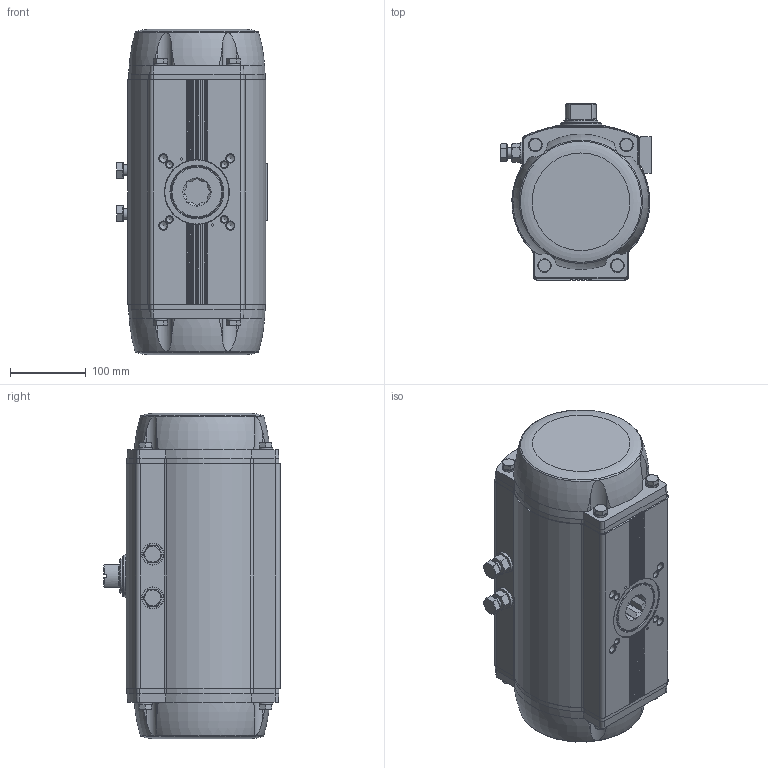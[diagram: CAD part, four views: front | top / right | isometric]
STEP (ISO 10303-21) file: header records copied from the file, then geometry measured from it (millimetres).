
FILE_DESCRIPTION(/* description */ ('STEP AP214'),/* implementation_level */ '2;1');
FILE_NAME(/* name */ '8068931_DFPD-N-700-RP-90-RS60-F1012-R3-EP',/* time_stamp */ '2024-08-15T20:46:36+02:00',/* author */ ('License CC BY-ND 4.0'),/* organization */ ('CADENAS'),/* preprocessor_version */ 'ST-DEVELOPER v19.3',/* originating_system */ 'PARTsolutions',/* authorisation */ ' ');
FILE_SCHEMA (('AUTOMOTIVE_DESIGN {1 0 10303 214 3 1 1}'));
Length unit declared in the file: millimetre
Products named in the file (6): 8068931 DFPD-N-700-RP-90-RS60-F1012-R3-EP---(0); 8042193 DFPD-N-700-90-RS-F10-------(housing); 8042193 DFPD-700(F10_0)---(shaft); 4167860 SCHEIBE 14.3X28X4-1.4301; 4167864 DFPD-480/700; DIN 934 - M14(F)
Assembly tree (8 placements, depth 2):
  8068931 DFPD-N-700-RP-90-RS60-F1012-R3-EP---(0)
    8042193 DFPD-N-700-90-RS-F10-------(housing)
    8042193 DFPD-700(F10_0)---(shaft)
    4167860 SCHEIBE 14.3X28X4-1.4301  x2
    4167864 DFPD-480/700  x2
    DIN 934 - M14(F)  x2
Bounding box: 198.9 x 232.7 x 428.3 mm (x, y, z)
Volume: 12509347.6 mm3; surface area: 467390.2 mm2
Topology: 8 solids, 8 shells, 802 faces, 1970 edges, 1244 vertices
Faces by surface type: plane 387, cylinder 192, cone 164, torus 57, sphere 2
Full cylindrical faces by diameter (mm): 2.5 x2, 4.134 x8, 4.917 x1, 8.376 x4, 8.5 x2, 10 x2, 10.106 x4, 11.835 x4, 14 x2, 14.3 x2, 18 x8, 20 x2, 21 x2, 28 x2, 29 x2, 38 x1, 44.9 x2, 45 x1, 50 x1, 55 x1, 56 x2, 67 x2, 67.6 x1, 67.8 x1, 69.8 x1
Entity records: 22197 total; most frequent: CARTESIAN_POINT 4895, DIRECTION 3521, ORIENTED_EDGE 3394, EDGE_CURVE 1697, AXIS2_PLACEMENT_3D 1365, VERTEX_POINT 1167, FACE_BOUND 990, EDGE_LOOP 973
